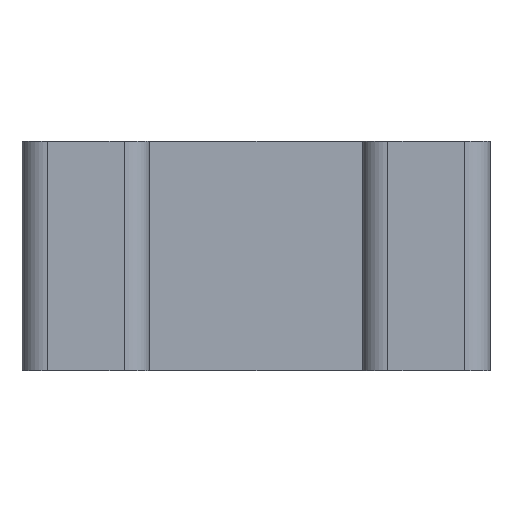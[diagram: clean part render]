
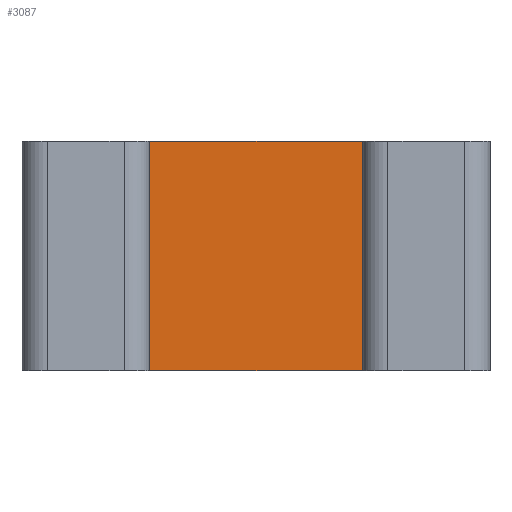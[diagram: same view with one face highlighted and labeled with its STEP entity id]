
A CAD part, left-side view. The second image highlights one B-rep face of the part: STEP entity #3087.
In plain terms, the highlighted planar face has unit normal (-1, 0, 0).
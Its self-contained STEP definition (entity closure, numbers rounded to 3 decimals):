
#44 = PLANE('',#45);
#45 = AXIS2_PLACEMENT_3D('',#46,#47,#48);
#46 = CARTESIAN_POINT('',(34.,10.,27.));
#47 = DIRECTION('',(0.,0.,-1.));
#48 = DIRECTION('',(-1.,0.,0.));
#100 = PLANE('',#101);
#101 = AXIS2_PLACEMENT_3D('',#102,#103,#104);
#102 = CARTESIAN_POINT('',(60.,43.,0.));
#103 = DIRECTION('',(0.,0.,-1.));
#104 = DIRECTION('',(-1.,0.,0.));
#185 = PLANE('',#186);
#186 = AXIS2_PLACEMENT_3D('',#187,#188,#189);
#187 = CARTESIAN_POINT('',(0.,40.,0.));
#188 = DIRECTION('',(0.,1.,0.));
#189 = DIRECTION('',(0.,0.,1.));
#230 = VERTEX_POINT('',#231);
#231 = CARTESIAN_POINT('',(7.,15.,0.));
#238 = PLANE('',#239);
#239 = AXIS2_PLACEMENT_3D('',#240,#241,#242);
#240 = CARTESIAN_POINT('',(0.,15.,0.));
#241 = DIRECTION('',(0.,1.,0.));
#242 = DIRECTION('',(0.,0.,1.));
#286 = VERTEX_POINT('',#287);
#287 = CARTESIAN_POINT('',(7.,15.,27.));
#308 = EDGE_CURVE('',#230,#286,#309,.T.);
#309 = SURFACE_CURVE('',#310,(#314,#321),.PCURVE_S1.);
#310 = LINE('',#311,#312);
#311 = CARTESIAN_POINT('',(7.,15.,0.));
#312 = VECTOR('',#313,1.);
#313 = DIRECTION('',(0.,0.,1.));
#314 = PCURVE('',#238,#315);
#315 = DEFINITIONAL_REPRESENTATION('',(#316),#320);
#316 = LINE('',#317,#318);
#317 = CARTESIAN_POINT('',(0.,7.));
#318 = VECTOR('',#319,1.);
#319 = DIRECTION('',(1.,0.));
#320 = ( GEOMETRIC_REPRESENTATION_CONTEXT(2) 
PARAMETRIC_REPRESENTATION_CONTEXT() REPRESENTATION_CONTEXT('2D SPACE',''
  ) );
#321 = PCURVE('',#322,#327);
#322 = PLANE('',#323);
#323 = AXIS2_PLACEMENT_3D('',#324,#325,#326);
#324 = CARTESIAN_POINT('',(7.,15.,0.));
#325 = DIRECTION('',(1.,0.,0.));
#326 = DIRECTION('',(0.,0.,1.));
#327 = DEFINITIONAL_REPRESENTATION('',(#328),#332);
#328 = LINE('',#329,#330);
#329 = CARTESIAN_POINT('',(0.,0.));
#330 = VECTOR('',#331,1.);
#331 = DIRECTION('',(1.,0.));
#332 = ( GEOMETRIC_REPRESENTATION_CONTEXT(2) 
PARAMETRIC_REPRESENTATION_CONTEXT() REPRESENTATION_CONTEXT('2D SPACE',''
  ) );
#3087 = ADVANCED_FACE('',(#3088),#322,.F.);
#3088 = FACE_BOUND('',#3089,.F.);
#3089 = EDGE_LOOP('',(#3090,#3091,#3114,#3137));
#3090 = ORIENTED_EDGE('',*,*,#308,.F.);
#3091 = ORIENTED_EDGE('',*,*,#3092,.T.);
#3092 = EDGE_CURVE('',#230,#3093,#3095,.T.);
#3093 = VERTEX_POINT('',#3094);
#3094 = CARTESIAN_POINT('',(7.,40.,0.));
#3095 = SURFACE_CURVE('',#3096,(#3100,#3107),.PCURVE_S1.);
#3096 = LINE('',#3097,#3098);
#3097 = CARTESIAN_POINT('',(7.,15.,0.));
#3098 = VECTOR('',#3099,1.);
#3099 = DIRECTION('',(0.,1.,0.));
#3100 = PCURVE('',#322,#3101);
#3101 = DEFINITIONAL_REPRESENTATION('',(#3102),#3106);
#3102 = LINE('',#3103,#3104);
#3103 = CARTESIAN_POINT('',(0.,0.));
#3104 = VECTOR('',#3105,1.);
#3105 = DIRECTION('',(0.,-1.));
#3106 = ( GEOMETRIC_REPRESENTATION_CONTEXT(2) 
PARAMETRIC_REPRESENTATION_CONTEXT() REPRESENTATION_CONTEXT('2D SPACE',''
  ) );
#3107 = PCURVE('',#100,#3108);
#3108 = DEFINITIONAL_REPRESENTATION('',(#3109),#3113);
#3109 = LINE('',#3110,#3111);
#3110 = CARTESIAN_POINT('',(53.,-28.));
#3111 = VECTOR('',#3112,1.);
#3112 = DIRECTION('',(0.,1.));
#3113 = ( GEOMETRIC_REPRESENTATION_CONTEXT(2) 
PARAMETRIC_REPRESENTATION_CONTEXT() REPRESENTATION_CONTEXT('2D SPACE',''
  ) );
#3114 = ORIENTED_EDGE('',*,*,#3115,.T.);
#3115 = EDGE_CURVE('',#3093,#3116,#3118,.T.);
#3116 = VERTEX_POINT('',#3117);
#3117 = CARTESIAN_POINT('',(7.,40.,27.));
#3118 = SURFACE_CURVE('',#3119,(#3123,#3130),.PCURVE_S1.);
#3119 = LINE('',#3120,#3121);
#3120 = CARTESIAN_POINT('',(7.,40.,0.));
#3121 = VECTOR('',#3122,1.);
#3122 = DIRECTION('',(0.,0.,1.));
#3123 = PCURVE('',#322,#3124);
#3124 = DEFINITIONAL_REPRESENTATION('',(#3125),#3129);
#3125 = LINE('',#3126,#3127);
#3126 = CARTESIAN_POINT('',(0.,-25.));
#3127 = VECTOR('',#3128,1.);
#3128 = DIRECTION('',(1.,0.));
#3129 = ( GEOMETRIC_REPRESENTATION_CONTEXT(2) 
PARAMETRIC_REPRESENTATION_CONTEXT() REPRESENTATION_CONTEXT('2D SPACE',''
  ) );
#3130 = PCURVE('',#185,#3131);
#3131 = DEFINITIONAL_REPRESENTATION('',(#3132),#3136);
#3132 = LINE('',#3133,#3134);
#3133 = CARTESIAN_POINT('',(0.,7.));
#3134 = VECTOR('',#3135,1.);
#3135 = DIRECTION('',(1.,0.));
#3136 = ( GEOMETRIC_REPRESENTATION_CONTEXT(2) 
PARAMETRIC_REPRESENTATION_CONTEXT() REPRESENTATION_CONTEXT('2D SPACE',''
  ) );
#3137 = ORIENTED_EDGE('',*,*,#3138,.F.);
#3138 = EDGE_CURVE('',#286,#3116,#3139,.T.);
#3139 = SURFACE_CURVE('',#3140,(#3144,#3151),.PCURVE_S1.);
#3140 = LINE('',#3141,#3142);
#3141 = CARTESIAN_POINT('',(7.,15.,27.));
#3142 = VECTOR('',#3143,1.);
#3143 = DIRECTION('',(0.,1.,0.));
#3144 = PCURVE('',#322,#3145);
#3145 = DEFINITIONAL_REPRESENTATION('',(#3146),#3150);
#3146 = LINE('',#3147,#3148);
#3147 = CARTESIAN_POINT('',(27.,0.));
#3148 = VECTOR('',#3149,1.);
#3149 = DIRECTION('',(0.,-1.));
#3150 = ( GEOMETRIC_REPRESENTATION_CONTEXT(2) 
PARAMETRIC_REPRESENTATION_CONTEXT() REPRESENTATION_CONTEXT('2D SPACE',''
  ) );
#3151 = PCURVE('',#44,#3152);
#3152 = DEFINITIONAL_REPRESENTATION('',(#3153),#3157);
#3153 = LINE('',#3154,#3155);
#3154 = CARTESIAN_POINT('',(27.,5.));
#3155 = VECTOR('',#3156,1.);
#3156 = DIRECTION('',(0.,1.));
#3157 = ( GEOMETRIC_REPRESENTATION_CONTEXT(2) 
PARAMETRIC_REPRESENTATION_CONTEXT() REPRESENTATION_CONTEXT('2D SPACE',''
  ) );
